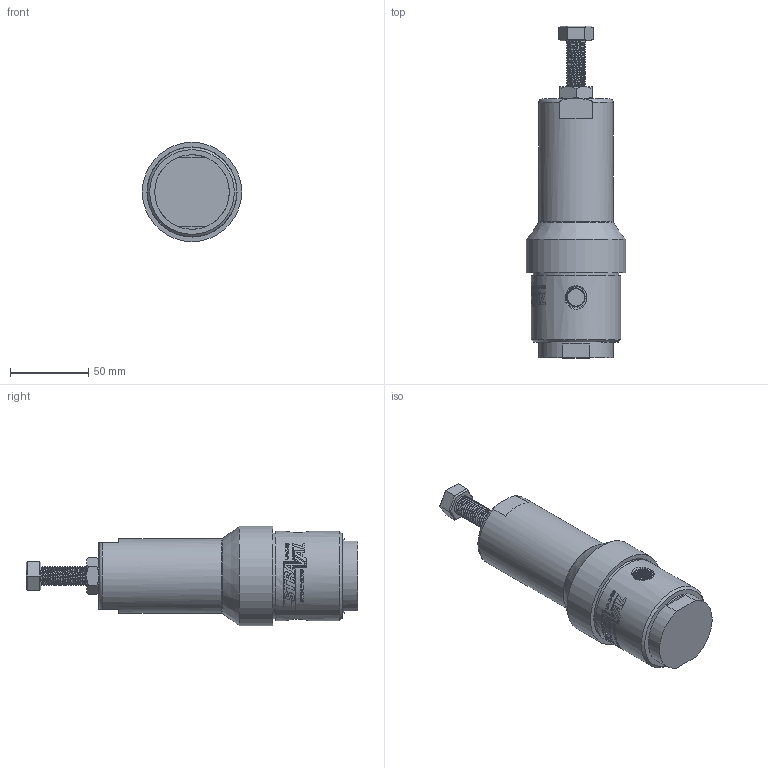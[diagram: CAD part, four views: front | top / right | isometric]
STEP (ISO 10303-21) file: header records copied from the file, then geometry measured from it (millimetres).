
FILE_DESCRIPTION (( 'STEP AP214' ), '1' );
FILE_NAME ('RS09i-02T.STEP', '2024-12-17T18:28:10', ( '' ), ( '' ), 'SwSTEP 2.0', 'SolidWorks 2018', '' );
FILE_SCHEMA (( 'AUTOMOTIVE_DESIGN' ));
Length unit declared in the file: inch
Products named in the file (2): RS09i-02T
Bounding box: 63.5 x 212.2 x 63.5 mm (x, y, z)
Volume: 370452.5 mm3; surface area: 39291 mm2
Topology: 2 solids, 2 shells, 319 faces, 799 edges, 520 vertices
Faces by surface type: plane 146, bspline 111, cylinder 38, cone 21, torus 3
Full cylindrical faces by diameter (mm): 1.651 x1, 12.024 x1, 13.741 x1, 47.625 x2, 54.864 x1, 55.423 x1, 57.15 x1, 63.5 x1
Entity records: 36732 total; most frequent: CARTESIAN_POINT 27371, ORIENTED_EDGE 1546, DIRECTION 969, EDGE_CURVE 773, VERTEX_POINT 512, AXIS2_PLACEMENT_3D 434, B_SPLINE_CURVE_WITH_KNOTS 432, EDGE_LOOP 375
